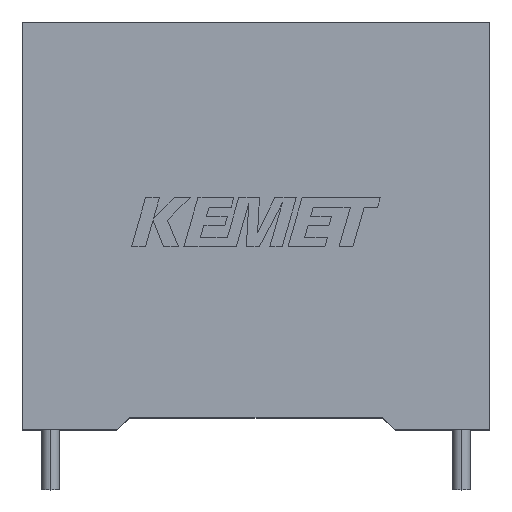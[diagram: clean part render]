
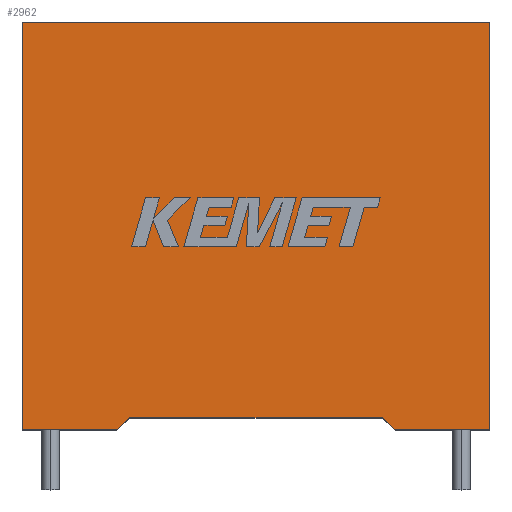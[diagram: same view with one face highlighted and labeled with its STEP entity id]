
A CAD part, top view. The second image highlights one B-rep face of the part: STEP entity #2962.
In plain terms, the highlighted planar face has unit normal (0, 0, 1).
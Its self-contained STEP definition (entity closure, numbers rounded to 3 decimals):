
#4 = VECTOR ( 'NONE', #483, 1000. ) ;
#6 = CARTESIAN_POINT ( 'NONE',  ( 0., 0., 13.3 ) ) ;
#44 = VERTEX_POINT ( 'NONE', #2816 ) ;
#83 = VECTOR ( 'NONE', #2728, 1000. ) ;
#135 = DIRECTION ( 'NONE',  ( -0.746, -0.666, 0. ) ) ;
#172 = VERTEX_POINT ( 'NONE', #2855 ) ;
#208 = ORIENTED_EDGE ( 'NONE', *, *, #3012, .T. ) ;
#239 = EDGE_CURVE ( 'NONE', #411, #44, #2257, .T. ) ;
#262 = LINE ( 'NONE', #3033, #1247 ) ;
#324 = DIRECTION ( 'NONE',  ( 1., 0., 0. ) ) ;
#396 = ORIENTED_EDGE ( 'NONE', *, *, #239, .T. ) ;
#398 = CARTESIAN_POINT ( 'NONE',  ( 0., 0., 13.3 ) ) ;
#409 = DIRECTION ( 'NONE',  ( -1., 0., 0. ) ) ;
#411 = VERTEX_POINT ( 'NONE', #1273 ) ;
#428 = LINE ( 'NONE', #1676, #2785 ) ;
#461 = CARTESIAN_POINT ( 'NONE',  ( 0., 0., 13.3 ) ) ;
#462 = DIRECTION ( 'NONE',  ( 1., 0., 0. ) ) ;
#483 = DIRECTION ( 'NONE',  ( -1., 0., 0. ) ) ;
#763 = VERTEX_POINT ( 'NONE', #2814 ) ;
#774 = AXIS2_PLACEMENT_3D ( 'NONE', #398, #3055, #409 ) ;
#784 = EDGE_CURVE ( 'NONE', #172, #411, #968, .T. ) ;
#826 = FACE_OUTER_BOUND ( 'NONE', #2553, .T. ) ;
#958 = LINE ( 'NONE', #6, #2238 ) ;
#968 = LINE ( 'NONE', #2801, #1425 ) ;
#995 = LINE ( 'NONE', #1222, #4 ) ;
#1046 = CARTESIAN_POINT ( 'NONE',  ( 6.3, 0., 13.3 ) ) ;
#1148 = CARTESIAN_POINT ( 'NONE',  ( 0., 27.3, 13.3 ) ) ;
#1190 = LINE ( 'NONE', #2740, #83 ) ;
#1210 = CARTESIAN_POINT ( 'NONE',  ( 0., 0., 13.3 ) ) ;
#1222 = CARTESIAN_POINT ( 'NONE',  ( 15.65, 0.803, 13.3 ) ) ;
#1247 = VECTOR ( 'NONE', #135, 1000. ) ;
#1273 = CARTESIAN_POINT ( 'NONE',  ( 31.3, 27.3, 13.3 ) ) ;
#1316 = EDGE_CURVE ( 'NONE', #2759, #172, #428, .T. ) ;
#1357 = DIRECTION ( 'NONE',  ( 0., 1., 0. ) ) ;
#1425 = VECTOR ( 'NONE', #1357, 1000. ) ;
#1427 = VECTOR ( 'NONE', #2102, 1000. ) ;
#1449 = CARTESIAN_POINT ( 'NONE',  ( 25., 0., 13.3 ) ) ;
#1470 = DIRECTION ( 'NONE',  ( 0., -1., 0. ) ) ;
#1493 = EDGE_CURVE ( 'NONE', #763, #2976, #995, .T. ) ;
#1527 = EDGE_CURVE ( 'NONE', #44, #2652, #1859, .T. ) ;
#1599 = EDGE_CURVE ( 'NONE', #763, #2759, #1190, .T. ) ;
#1619 = ORIENTED_EDGE ( 'NONE', *, *, #784, .T. ) ;
#1676 = CARTESIAN_POINT ( 'NONE',  ( 0., 0., 13.3 ) ) ;
#1789 = VECTOR ( 'NONE', #1470, 1000. ) ;
#1807 = VERTEX_POINT ( 'NONE', #1046 ) ;
#1850 = PLANE ( 'NONE',  #774 ) ;
#1859 = LINE ( 'NONE', #1210, #1789 ) ;
#1934 = ORIENTED_EDGE ( 'NONE', *, *, #1316, .T. ) ;
#2075 = CARTESIAN_POINT ( 'NONE',  ( 7.2, 0.803, 13.3 ) ) ;
#2102 = DIRECTION ( 'NONE',  ( -1., 0., 0. ) ) ;
#2105 = ORIENTED_EDGE ( 'NONE', *, *, #1599, .T. ) ;
#2238 = VECTOR ( 'NONE', #324, 1000. ) ;
#2257 = LINE ( 'NONE', #1148, #1427 ) ;
#2317 = ORIENTED_EDGE ( 'NONE', *, *, #2954, .F. ) ;
#2328 = ORIENTED_EDGE ( 'NONE', *, *, #1493, .F. ) ;
#2553 = EDGE_LOOP ( 'NONE', ( #2328, #2105, #1934, #1619, #396, #2602, #208, #2317 ) ) ;
#2602 = ORIENTED_EDGE ( 'NONE', *, *, #1527, .T. ) ;
#2652 = VERTEX_POINT ( 'NONE', #461 ) ;
#2728 = DIRECTION ( 'NONE',  ( 0.746, -0.666, 0. ) ) ;
#2740 = CARTESIAN_POINT ( 'NONE',  ( 24.1, 0.803, 13.3 ) ) ;
#2759 = VERTEX_POINT ( 'NONE', #1449 ) ;
#2785 = VECTOR ( 'NONE', #462, 1000. ) ;
#2801 = CARTESIAN_POINT ( 'NONE',  ( 31.3, 0., 13.3 ) ) ;
#2814 = CARTESIAN_POINT ( 'NONE',  ( 24.1, 0.803, 13.3 ) ) ;
#2816 = CARTESIAN_POINT ( 'NONE',  ( 0., 27.3, 13.3 ) ) ;
#2855 = CARTESIAN_POINT ( 'NONE',  ( 31.3, 0., 13.3 ) ) ;
#2954 = EDGE_CURVE ( 'NONE', #2976, #1807, #262, .T. ) ;
#2962 = ADVANCED_FACE ( 'NONE', ( #826 ), #1850, .F. ) ;
#2976 = VERTEX_POINT ( 'NONE', #2075 ) ;
#3012 = EDGE_CURVE ( 'NONE', #2652, #1807, #958, .T. ) ;
#3033 = CARTESIAN_POINT ( 'NONE',  ( 7.2, 0.803, 13.3 ) ) ;
#3055 = DIRECTION ( 'NONE',  ( 0., 0., -1. ) ) ;
